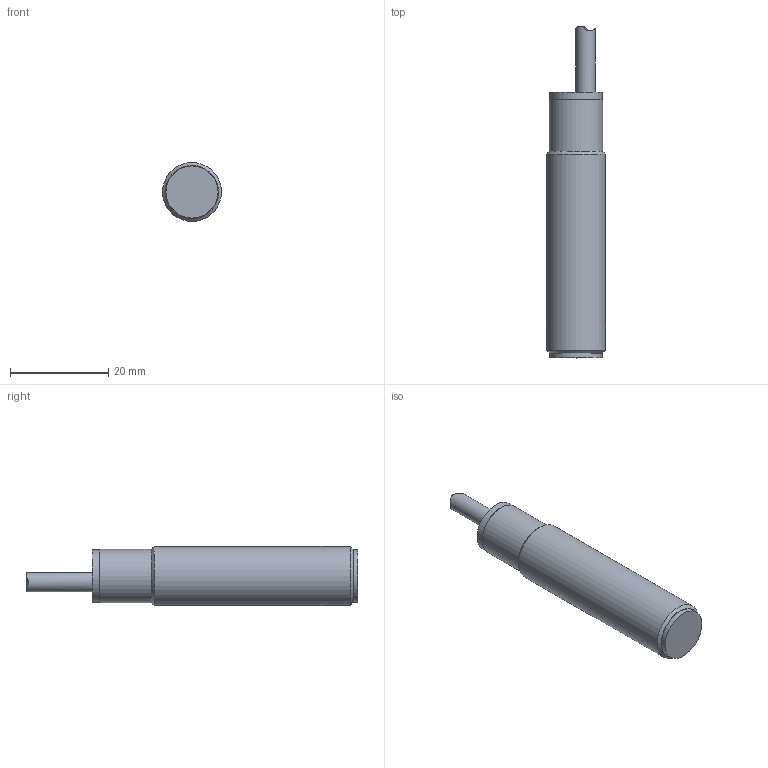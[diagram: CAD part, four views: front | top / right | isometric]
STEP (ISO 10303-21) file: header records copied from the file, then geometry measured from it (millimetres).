
FILE_DESCRIPTION(/* description */ (''),/* implementation_level */ '2;1');
FILE_NAME(/* name */ 'KA1417_Shrinkwrap_1.stp',/* time_stamp */ '2022-01-20T07:56:02+01:00',/* author */ ('Krieger Anja'),/* organization */ (''),/* preprocessor_version */ 'ST-DEVELOPER v18.1',/* originating_system */ 'Autodesk Inventor 2021',/* authorisation */ '');
FILE_SCHEMA (('AUTOMOTIVE_DESIGN { 1 0 10303 214 3 1 1 }'));
Length unit declared in the file: millimetre
Products named in the file (1): KA1434_Shrinkwrap_1
Bounding box: 12 x 67.5 x 12 mm (x, y, z)
Volume: 5962.4 mm3; surface area: 2352.1 mm2
Topology: 1 solids, 1 shells, 21 faces, 46 edges, 31 vertices
Faces by surface type: plane 9, cylinder 8, cone 4
Full cylindrical faces by diameter (mm): 2.5 x1, 3.9 x1, 10.6 x1, 10.7 x1, 10.8 x1, 12 x1
Entity records: 753 total; most frequent: CARTESIAN_POINT 167, DIRECTION 103, ORIENTED_EDGE 92, EDGE_CURVE 46, AXIS2_PLACEMENT_3D 43, VERTEX_POINT 31, EDGE_LOOP 25, STYLED_ITEM 22
